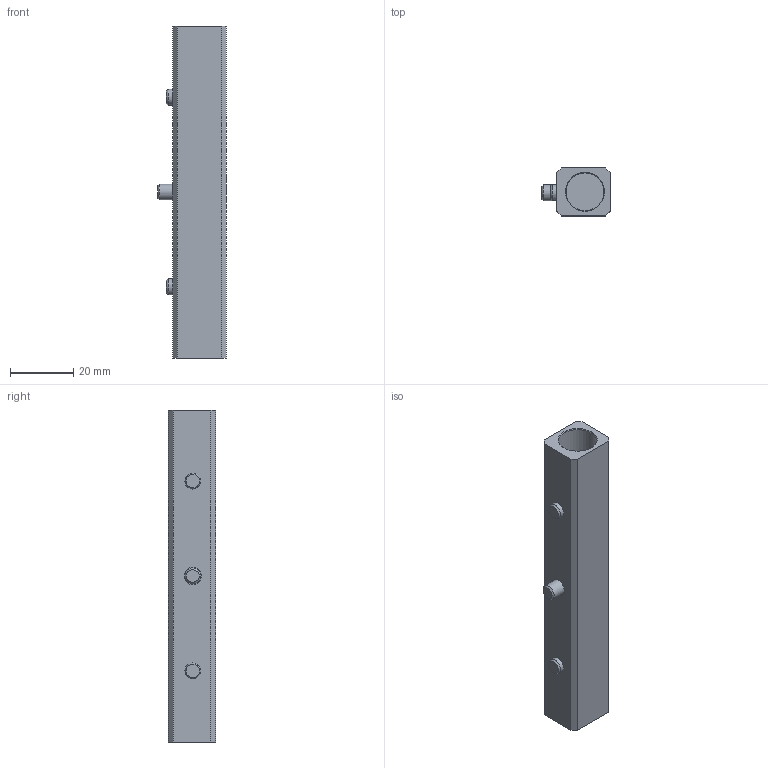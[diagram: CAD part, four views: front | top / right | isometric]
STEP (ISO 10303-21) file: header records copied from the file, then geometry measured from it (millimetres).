
FILE_DESCRIPTION(/* description */ ('STEP AP214'),/* implementation_level */ '2;1');
FILE_NAME(/* name */ '525705_SLG-D-18',/* time_stamp */ '2024-09-15T06:42:39+02:00',/* author */ ('License CC BY-ND 4.0'),/* organization */ ('CADENAS'),/* preprocessor_version */ 'ST-DEVELOPER v19.3',/* originating_system */ 'PARTsolutions',/* authorisation */ ' ');
FILE_SCHEMA (('AUTOMOTIVE_DESIGN {1 0 10303 214 3 1 1}'));
Length unit declared in the file: millimetre
Products named in the file (3): 525705 SLG-D-18; 649815 SLG-D-18---(H); DIN-912 - M5x16(F)
Assembly tree (2 placements, depth 2):
  525705 SLG-D-18
    649815 SLG-D-18---(H)
    DIN-912 - M5x16(F)
Bounding box: 21.7 x 15 x 105 mm (x, y, z)
Volume: 16485.8 mm3; surface area: 10982.3 mm2
Topology: 2 solids, 2 shells, 53 faces, 103 edges, 60 vertices
Faces by surface type: plane 30, cone 15, cylinder 8
Full cylindrical faces by diameter (mm): 5 x3, 5.5 x1, 8.5 x1, 10 x1, 12 x2
Entity records: 1317 total; most frequent: DIRECTION 226, CARTESIAN_POINT 223, ORIENTED_EDGE 168, AXIS2_PLACEMENT_3D 92, EDGE_CURVE 84, FACE_BOUND 79, EDGE_LOOP 78, VERTEX_POINT 59
